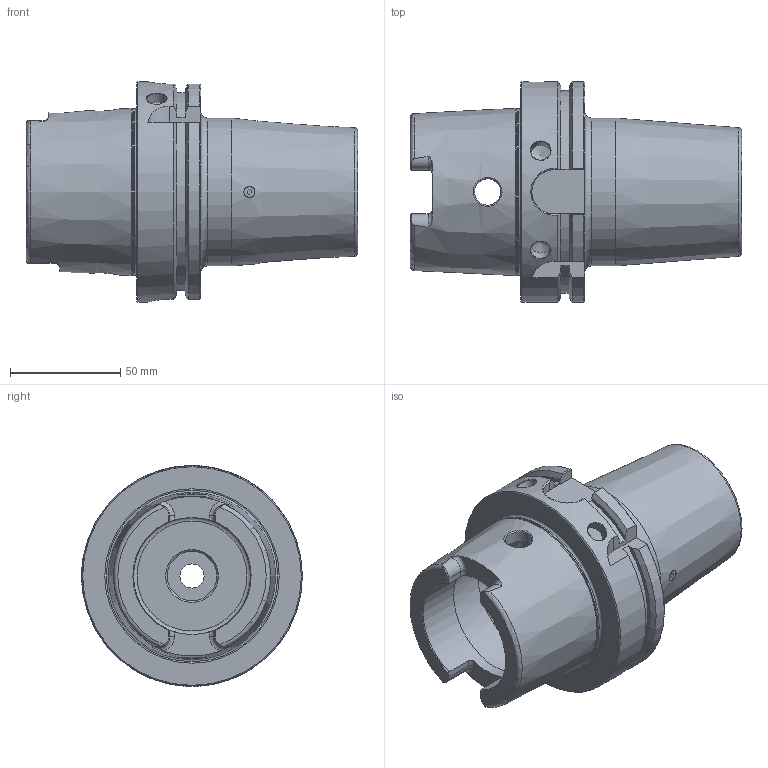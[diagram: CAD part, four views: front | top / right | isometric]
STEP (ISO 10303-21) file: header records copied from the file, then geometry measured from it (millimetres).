
FILE_DESCRIPTION(/* description */ (''),/* implementation_level */ '2;1');
FILE_NAME(/* name */ 'H100A-75SHD394-9C.stp',/* time_stamp */ '2020-03-02T14:18:26-05:00',/* author */ ('Spaeth'),/* organization */ (''),/* preprocessor_version */ 'ST-DEVELOPER v17',/* originating_system */ 'Autodesk Inventor 2018',/* authorisation */ '');
FILE_SCHEMA (('AUTOMOTIVE_DESIGN { 1 0 10303 214 3 1 1 }'));
Length unit declared in the file: inch
Products named in the file (1): Part4
Bounding box: 150 x 100 x 100 mm (x, y, z)
Volume: 459658.1 mm3; surface area: 68996.5 mm2
Topology: 1 solids, 1 shells, 163 faces, 480 edges, 323 vertices
Faces by surface type: plane 57, cylinder 46, cone 31, torus 14, bspline 13, sphere 2
Full cylindrical faces by diameter (mm): 3.175 x4, 3.251 x4, 5.004 x2, 9 x2, 10 x1, 10.922 x1, 12 x2, 19.017 x1, 19.779 x1, 22.377 x1, 25.016 x1, 53 x2, 63 x1, 67 x1, 75.364 x1, 100 x1
Entity records: 7203 total; most frequent: CARTESIAN_POINT 2747, ORIENTED_EDGE 956, DIRECTION 833, EDGE_CURVE 478, AXIS2_PLACEMENT_3D 331, VERTEX_POINT 325, EDGE_LOOP 185, CIRCLE 176
